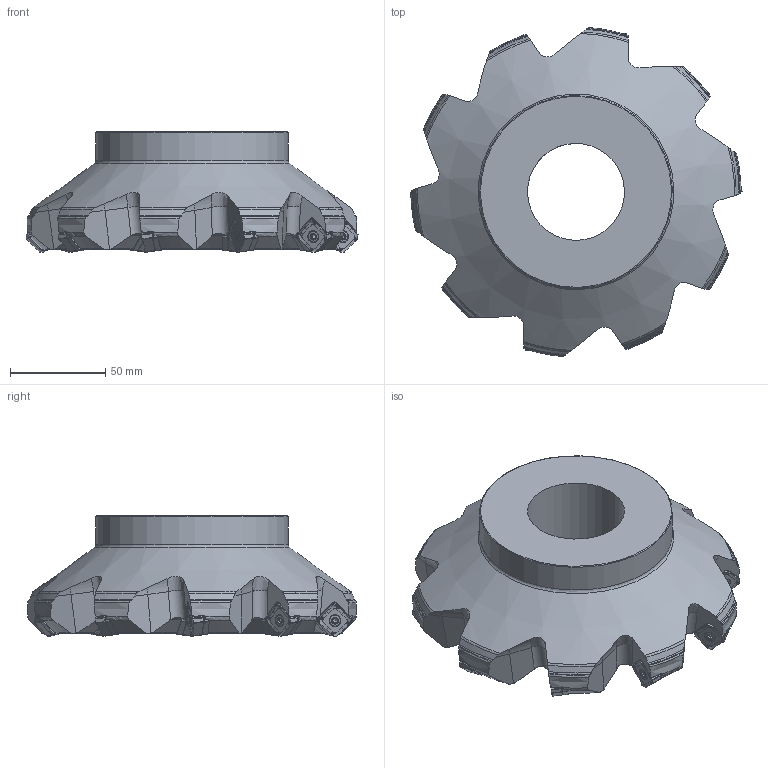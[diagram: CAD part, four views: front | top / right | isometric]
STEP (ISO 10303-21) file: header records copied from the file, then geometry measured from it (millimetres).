
FILE_DESCRIPTION(/* description */ (''),/* implementation_level */ '2;1');
FILE_NAME(/* name */ 'toolassembly_1.stp',/* time_stamp */ '2019-01-25T11:58:33+01:00',/* author */ (''),/* organization */ ('SMS'),/* preprocessor_version */ 'ST-DEVELOPER v15',/* originating_system */ 'SIEMENS PLM Software NX 8.5',/* authorisation */ '');
FILE_SCHEMA (('AUTOMOTIVE_DESIGN { 1 0 10303 214 3 1 1 1 }'));
Products named in the file (4): ASSEMBLY_CONSTRUCTION; CUT_20190125115727; NOCUT_20190125115639; TOOLASSEMBLY_1
Assembly tree (12 placements, depth 2):
  TOOLASSEMBLY_1
    NOCUT_20190125115639
    CUT_20190125115727  x10
    ASSEMBLY_CONSTRUCTION
Bounding box: 174.07 x 172.47 x 63 mm (x, y, z)
Volume: 599805.4 mm3; surface area: 77299.8 mm2
Topology: 11 solids, 11 shells, 5126 faces, 12792 edges, 7732 vertices
Faces by surface type: bspline 1520, cylinder 1413, plane 1073, torus 426, cone 414, extrusion 200, sphere 80
Full cylindrical faces by diameter (mm): 3.5 x10, 4 x10, 4.8 x10, 5.7 x10, 50.815 x1, 80 x1, 101 x1
Entity records: 159825 total; most frequent: CARTESIAN_POINT 64769, ORIENTED_EDGE 21058, DIRECTION 18888, EDGE_CURVE 10529, AXIS2_PLACEMENT_3D 7852, VERTEX_POINT 6349, EDGE_LOOP 4460, ADVANCED_FACE 4325
